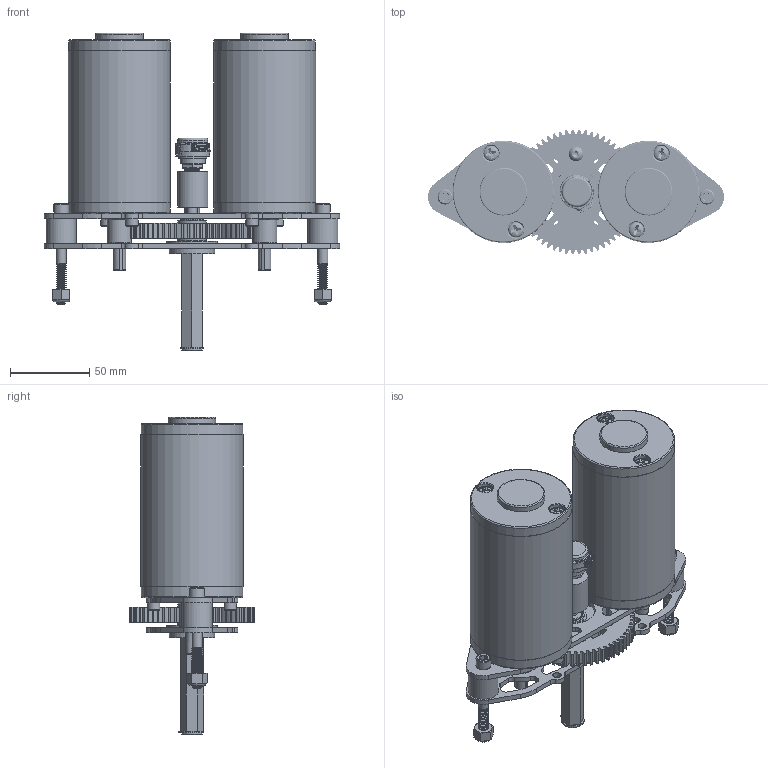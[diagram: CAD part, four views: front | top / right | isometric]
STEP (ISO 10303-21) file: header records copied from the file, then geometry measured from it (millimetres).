
FILE_DESCRIPTION(/* description */ (''),/* implementation_level */ '2;1');
FILE_NAME(/* name */ 'sr_slim_gearbox.stp',/* time_stamp */ '2014-01-03T09:34:08-06:00',/* author */ ('ajlapp'),/* organization */ (''),/* preprocessor_version */ 'ST-DEVELOPER v15.2',/* originating_system */ 'Autodesk Inventor 2014',/* authorisation */ '');
FILE_SCHEMA (('AUTOMOTIVE_DESIGN { 1 0 10303 214 3 1 1 }'));
Length unit declared in the file: inch
Products named in the file (21): single_reduction_gearbox_plate; CIM motor; 10-24 UNC x 4_ Phillips Pan Head; CIM Motor; 12t_CIM_gear; brf-08; trans_standoff_750; 91251A551; 95615A120 (1); 217-2714.20121204; 91251A342; S4-X-250-X-S-D; ws_pot_mount_tab; helical_beam_coupling_2009; 1250_spacer; 91255A250; encoder_mount_asm; simpletube_trans_axle; snap_ring_97633A200; sensor_pin; single_reduction_asm
Bounding box: 186.63 x 78.68 x 200.23 mm (x, y, z)
Volume: 826546.6 mm3; surface area: 150437.7 mm2
Topology: 32 solids, 877 shells, 2044 faces, 8266 edges, 7180 vertices
Faces by surface type: plane 812, cylinder 700, cone 292, bspline 189, torus 41, sphere 10
Full cylindrical faces by diameter (mm): 1.194 x4, 3.683 x2, 3.962 x8, 4.056 x20, 4.3 x6, 4.826 x23, 5.08 x4, 5.105 x9, 5.22 x2, 5.334 x1, 5.387 x8, 5.437 x2, 5.969 x1, 6.35 x51, 6.528 x4, 6.843 x2, 7.925 x4, 7.95 x2, 9.169 x1, 9.474 x4, 9.525 x3, 9.906 x4, 10.312 x1, 11.887 x2, 12.7 x3, 15.24 x2, 15.875 x2, 16.256 x2, 17.78 x2, 19.05 x5
Entity records: 104589 total; most frequent: CARTESIAN_POINT 51730, DIRECTION 10037, ORIENTED_EDGE 8198, EDGE_CURVE 6372, VERTEX_POINT 5939, AXIS2_PLACEMENT_3D 3510, LINE 3017, VECTOR 3017
